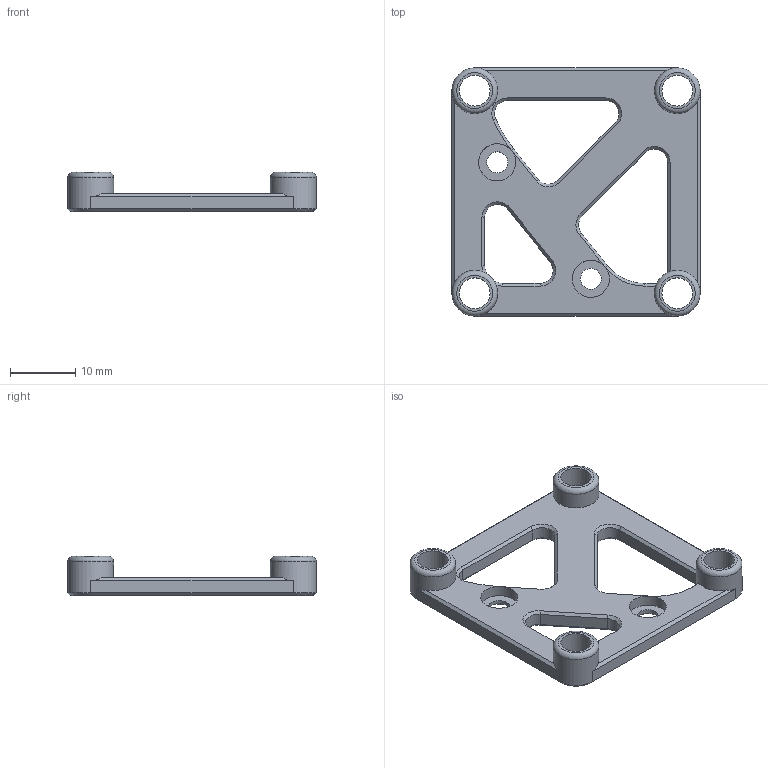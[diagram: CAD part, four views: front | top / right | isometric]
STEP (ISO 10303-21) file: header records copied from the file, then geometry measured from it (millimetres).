
FILE_DESCRIPTION(/* description */ (''),/* implementation_level */ '2;1');
FILE_NAME(/* name */ 'Toolhead PCB to CAN Adapter v5.step',/* time_stamp */ '2022-05-09T16:46:55+01:00',/* author */ (''),/* organization */ (''),/* preprocessor_version */ 'ST-DEVELOPER v18.1',/* originating_system */ 'Autodesk Translation Framework v10.14.0.1471',/* authorisation */ '');
FILE_SCHEMA (('AUTOMOTIVE_DESIGN { 1 0 10303 214 3 1 1 }'));
Length unit declared in the file: millimetre
Products named in the file (1): Toolhead PCB to CAN Adapter
Bounding box: 38 x 38 x 6 mm (x, y, z)
Volume: 2621.7 mm3; surface area: 3158.5 mm2
Topology: 1 solids, 1 shells, 111 faces, 267 edges, 156 vertices
Faces by surface type: plane 50, cone 34, cylinder 23, torus 4
Full cylindrical faces by diameter (mm): 3.2 x2, 4.7 x4, 5.7 x2, 7 x4
Entity records: 3260 total; most frequent: DIRECTION 597, CARTESIAN_POINT 551, ORIENTED_EDGE 534, EDGE_CURVE 267, AXIS2_PLACEMENT_3D 222, VERTEX_POINT 156, LINE 153, VECTOR 153
